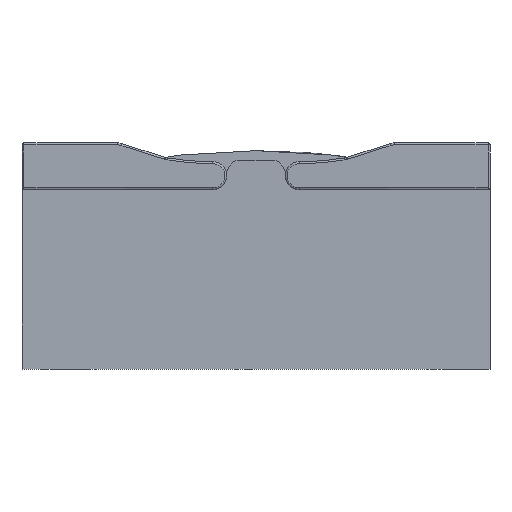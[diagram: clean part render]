
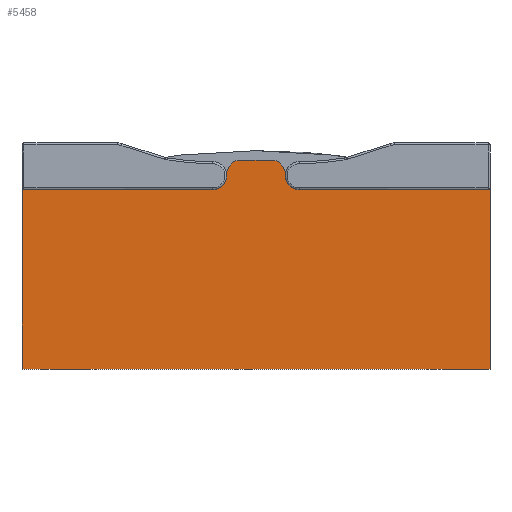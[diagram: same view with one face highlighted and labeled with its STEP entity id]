
A CAD part, left-side view. The second image highlights one B-rep face of the part: STEP entity #5458.
In plain terms, the highlighted planar face has unit normal (-1, 0, 0).
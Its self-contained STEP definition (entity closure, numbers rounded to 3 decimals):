
#251=PLANE('',#5802);
#469=FACE_OUTER_BOUND('',#781,.T.);
#781=EDGE_LOOP('',(#3872,#3873,#3874,#3875,#3876,#3877,#3878,#3879,#3880,
#3881,#3882,#3883));
#1138=LINE('',#7953,#1738);
#1141=LINE('',#7961,#1741);
#1143=LINE('',#7965,#1743);
#1144=LINE('',#7967,#1744);
#1145=LINE('',#7969,#1745);
#1146=LINE('',#7971,#1746);
#1147=LINE('',#7973,#1747);
#1148=LINE('',#7977,#1748);
#1738=VECTOR('',#6356,10.);
#1741=VECTOR('',#6365,10.);
#1743=VECTOR('',#6369,10.);
#1744=VECTOR('',#6370,10.);
#1745=VECTOR('',#6371,10.);
#1746=VECTOR('',#6372,10.);
#1747=VECTOR('',#6373,10.);
#1748=VECTOR('',#6376,10.);
#2319=CIRCLE('',#5790,1.8);
#2326=CIRCLE('',#5800,1.8);
#2327=CIRCLE('',#5803,1.8);
#2328=CIRCLE('',#5804,1.8);
#2516=VERTEX_POINT('',#7924);
#2517=VERTEX_POINT('',#7926);
#2528=VERTEX_POINT('',#7952);
#2529=VERTEX_POINT('',#7956);
#2530=VERTEX_POINT('',#7960);
#2531=VERTEX_POINT('',#7964);
#2532=VERTEX_POINT('',#7966);
#2533=VERTEX_POINT('',#7968);
#2534=VERTEX_POINT('',#7970);
#2535=VERTEX_POINT('',#7972);
#2536=VERTEX_POINT('',#7974);
#2537=VERTEX_POINT('',#7976);
#3038=EDGE_CURVE('',#2516,#2517,#2319,.T.);
#3051=EDGE_CURVE('',#2528,#2517,#1138,.T.);
#3053=EDGE_CURVE('',#2528,#2529,#2326,.T.);
#3055=EDGE_CURVE('',#2530,#2529,#1141,.T.);
#3057=EDGE_CURVE('',#2531,#2516,#1143,.T.);
#3058=EDGE_CURVE('',#2532,#2531,#1144,.T.);
#3059=EDGE_CURVE('',#2532,#2533,#1145,.T.);
#3060=EDGE_CURVE('',#2533,#2534,#1146,.T.);
#3061=EDGE_CURVE('',#2535,#2534,#1147,.T.);
#3062=EDGE_CURVE('',#2536,#2535,#2327,.T.);
#3063=EDGE_CURVE('',#2536,#2537,#1148,.T.);
#3064=EDGE_CURVE('',#2530,#2537,#2328,.T.);
#3872=ORIENTED_EDGE('',*,*,#3053,.F.);
#3873=ORIENTED_EDGE('',*,*,#3051,.T.);
#3874=ORIENTED_EDGE('',*,*,#3038,.F.);
#3875=ORIENTED_EDGE('',*,*,#3057,.F.);
#3876=ORIENTED_EDGE('',*,*,#3058,.F.);
#3877=ORIENTED_EDGE('',*,*,#3059,.T.);
#3878=ORIENTED_EDGE('',*,*,#3060,.T.);
#3879=ORIENTED_EDGE('',*,*,#3061,.F.);
#3880=ORIENTED_EDGE('',*,*,#3062,.F.);
#3881=ORIENTED_EDGE('',*,*,#3063,.T.);
#3882=ORIENTED_EDGE('',*,*,#3064,.F.);
#3883=ORIENTED_EDGE('',*,*,#3055,.T.);
#5458=ADVANCED_FACE('',(#469),#251,.T.);
#5790=AXIS2_PLACEMENT_3D('',#7927,#6332,#6333);
#5800=AXIS2_PLACEMENT_3D('',#7957,#6360,#6361);
#5802=AXIS2_PLACEMENT_3D('',#7963,#6367,#6368);
#5803=AXIS2_PLACEMENT_3D('',#7975,#6374,#6375);
#5804=AXIS2_PLACEMENT_3D('',#7978,#6377,#6378);
#6332=DIRECTION('center_axis',(-1.,0.,0.));
#6333=DIRECTION('ref_axis',(0.,-0.707,-0.707));
#6356=DIRECTION('',(0.,0.,-1.));
#6360=DIRECTION('center_axis',(1.,0.,0.));
#6361=DIRECTION('ref_axis',(0.,0.707,0.707));
#6365=DIRECTION('',(0.,1.,0.));
#6367=DIRECTION('center_axis',(-1.,0.,0.));
#6368=DIRECTION('ref_axis',(0.,-1.,0.));
#6369=DIRECTION('',(0.,-1.,0.));
#6370=DIRECTION('',(0.,0.,1.));
#6371=DIRECTION('',(0.,-1.,0.));
#6372=DIRECTION('',(0.,0.,1.));
#6373=DIRECTION('',(0.,-1.,0.));
#6374=DIRECTION('center_axis',(-1.,0.,0.));
#6375=DIRECTION('ref_axis',(0.,0.707,-0.707));
#6376=DIRECTION('',(0.,0.,1.));
#6377=DIRECTION('center_axis',(1.,0.,0.));
#6378=DIRECTION('ref_axis',(0.,-0.707,0.707));
#7924=CARTESIAN_POINT('',(-22.5,5.55,23.));
#7926=CARTESIAN_POINT('',(-22.5,3.75,24.8));
#7927=CARTESIAN_POINT('Origin',(-22.5,5.55,24.8));
#7952=CARTESIAN_POINT('',(-22.5,3.75,25.));
#7953=CARTESIAN_POINT('',(-22.5,3.75,11.5));
#7956=CARTESIAN_POINT('',(-22.5,1.95,26.8));
#7957=CARTESIAN_POINT('Origin',(-22.5,1.95,25.));
#7960=CARTESIAN_POINT('',(-22.5,-1.95,26.8));
#7961=CARTESIAN_POINT('',(-22.5,15.,26.8));
#7963=CARTESIAN_POINT('Origin',(-22.5,30.,0.));
#7964=CARTESIAN_POINT('',(-22.5,30.,23.));
#7965=CARTESIAN_POINT('',(-22.5,30.,23.));
#7966=CARTESIAN_POINT('',(-22.5,30.,0.));
#7967=CARTESIAN_POINT('',(-22.5,30.,0.));
#7968=CARTESIAN_POINT('',(-22.5,-30.,0.));
#7969=CARTESIAN_POINT('',(-22.5,30.,0.));
#7970=CARTESIAN_POINT('',(-22.5,-30.,23.));
#7971=CARTESIAN_POINT('',(-22.5,-30.,0.));
#7972=CARTESIAN_POINT('',(-22.5,-5.55,23.));
#7973=CARTESIAN_POINT('',(-22.5,30.,23.));
#7974=CARTESIAN_POINT('',(-22.5,-3.75,24.8));
#7975=CARTESIAN_POINT('Origin',(-22.5,-5.55,24.8));
#7976=CARTESIAN_POINT('',(-22.5,-3.75,25.));
#7977=CARTESIAN_POINT('',(-22.5,-3.75,11.5));
#7978=CARTESIAN_POINT('Origin',(-22.5,-1.95,25.));
